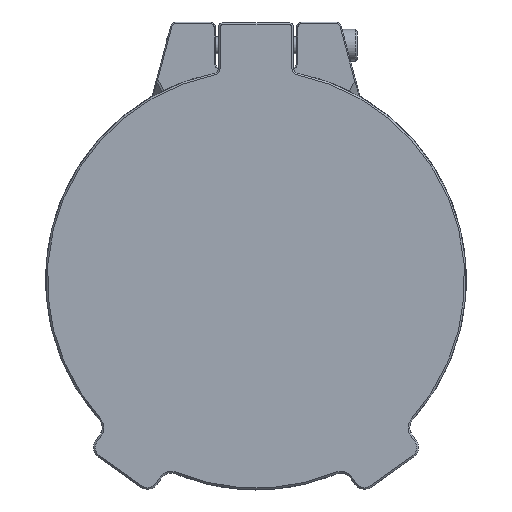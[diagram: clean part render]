
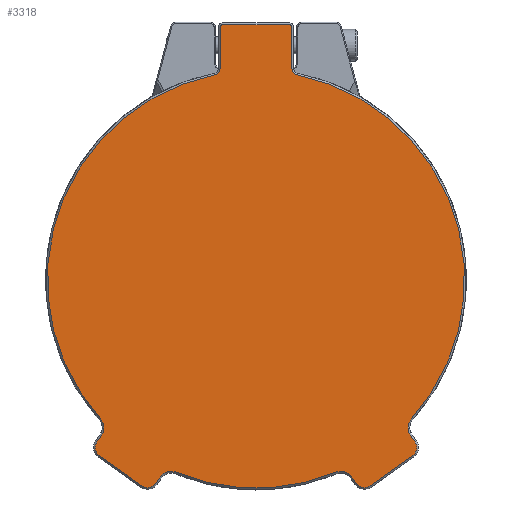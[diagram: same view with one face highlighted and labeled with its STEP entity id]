
A CAD part, top view. The second image highlights one B-rep face of the part: STEP entity #3318.
In plain terms, the highlighted planar face has unit normal (0, 0, 1).
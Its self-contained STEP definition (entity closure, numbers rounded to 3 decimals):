
#165=LINE('',#5000,#450);
#171=LINE('',#5024,#456);
#175=LINE('',#5036,#460);
#179=LINE('',#5048,#464);
#187=LINE('',#5075,#472);
#189=LINE('',#5084,#474);
#193=LINE('',#5096,#478);
#201=LINE('',#5123,#486);
#204=LINE('',#5132,#489);
#450=VECTOR('',#3942,10.);
#456=VECTOR('',#3968,10.);
#460=VECTOR('',#3980,10.);
#464=VECTOR('',#3992,10.);
#472=VECTOR('',#4020,10.);
#474=VECTOR('',#4030,10.);
#478=VECTOR('',#4042,10.);
#486=VECTOR('',#4070,10.);
#489=VECTOR('',#4081,10.);
#743=PLANE('',#3610);
#865=FACE_OUTER_BOUND('',#1076,.T.);
#1076=EDGE_LOOP('',(#2431,#2432,#2433,#2434,#2435,#2436,#2437,#2438,#2439,
#2440,#2441,#2442,#2443,#2444,#2445,#2446,#2447,#2448,#2449,#2450,#2451,
#2452,#2453,#2454));
#1270=CIRCLE('',#3547,1.7);
#1272=CIRCLE('',#3551,2.3);
#1273=CIRCLE('',#3553,36.);
#1276=CIRCLE('',#3557,1.1);
#1278=CIRCLE('',#3561,0.5);
#1280=CIRCLE('',#3565,0.5);
#1282=CIRCLE('',#3569,1.1);
#1283=CIRCLE('',#3571,36.);
#1286=CIRCLE('',#3575,2.3);
#1288=CIRCLE('',#3579,1.7);
#1290=CIRCLE('',#3583,1.7);
#1292=CIRCLE('',#3587,2.3);
#1293=CIRCLE('',#3589,36.);
#1296=CIRCLE('',#3593,2.3);
#1298=CIRCLE('',#3597,1.7);
#1483=VERTEX_POINT('',#4990);
#1486=VERTEX_POINT('',#4995);
#1487=VERTEX_POINT('',#4999);
#1489=VERTEX_POINT('',#5005);
#1491=VERTEX_POINT('',#5011);
#1493=VERTEX_POINT('',#5017);
#1495=VERTEX_POINT('',#5023);
#1497=VERTEX_POINT('',#5029);
#1499=VERTEX_POINT('',#5035);
#1501=VERTEX_POINT('',#5041);
#1503=VERTEX_POINT('',#5047);
#1505=VERTEX_POINT('',#5053);
#1507=VERTEX_POINT('',#5059);
#1509=VERTEX_POINT('',#5065);
#1511=VERTEX_POINT('',#5071);
#1513=VERTEX_POINT('',#5077);
#1515=VERTEX_POINT('',#5083);
#1517=VERTEX_POINT('',#5089);
#1519=VERTEX_POINT('',#5095);
#1521=VERTEX_POINT('',#5101);
#1523=VERTEX_POINT('',#5107);
#1525=VERTEX_POINT('',#5113);
#1527=VERTEX_POINT('',#5119);
#1529=VERTEX_POINT('',#5125);
#1788=EDGE_CURVE('',#1486,#1483,#1270,.T.);
#1789=EDGE_CURVE('',#1483,#1487,#165,.T.);
#1794=EDGE_CURVE('',#1487,#1489,#1272,.T.);
#1795=EDGE_CURVE('',#1489,#1491,#1273,.T.);
#1800=EDGE_CURVE('',#1491,#1493,#1276,.T.);
#1801=EDGE_CURVE('',#1493,#1495,#171,.T.);
#1806=EDGE_CURVE('',#1495,#1497,#1278,.T.);
#1807=EDGE_CURVE('',#1497,#1499,#175,.T.);
#1812=EDGE_CURVE('',#1499,#1501,#1280,.T.);
#1813=EDGE_CURVE('',#1501,#1503,#179,.T.);
#1818=EDGE_CURVE('',#1503,#1505,#1282,.T.);
#1819=EDGE_CURVE('',#1505,#1507,#1283,.T.);
#1824=EDGE_CURVE('',#1507,#1509,#1286,.T.);
#1827=EDGE_CURVE('',#1509,#1511,#187,.T.);
#1830=EDGE_CURVE('',#1511,#1513,#1288,.T.);
#1831=EDGE_CURVE('',#1513,#1515,#189,.T.);
#1836=EDGE_CURVE('',#1515,#1517,#1290,.T.);
#1837=EDGE_CURVE('',#1517,#1519,#193,.T.);
#1842=EDGE_CURVE('',#1519,#1521,#1292,.T.);
#1843=EDGE_CURVE('',#1521,#1523,#1293,.T.);
#1848=EDGE_CURVE('',#1523,#1525,#1296,.T.);
#1851=EDGE_CURVE('',#1525,#1527,#201,.T.);
#1854=EDGE_CURVE('',#1527,#1529,#1298,.T.);
#1856=EDGE_CURVE('',#1529,#1486,#204,.T.);
#2431=ORIENTED_EDGE('',*,*,#1788,.F.);
#2432=ORIENTED_EDGE('',*,*,#1856,.F.);
#2433=ORIENTED_EDGE('',*,*,#1854,.F.);
#2434=ORIENTED_EDGE('',*,*,#1851,.F.);
#2435=ORIENTED_EDGE('',*,*,#1848,.F.);
#2436=ORIENTED_EDGE('',*,*,#1843,.F.);
#2437=ORIENTED_EDGE('',*,*,#1842,.F.);
#2438=ORIENTED_EDGE('',*,*,#1837,.F.);
#2439=ORIENTED_EDGE('',*,*,#1836,.F.);
#2440=ORIENTED_EDGE('',*,*,#1831,.F.);
#2441=ORIENTED_EDGE('',*,*,#1830,.F.);
#2442=ORIENTED_EDGE('',*,*,#1827,.F.);
#2443=ORIENTED_EDGE('',*,*,#1824,.F.);
#2444=ORIENTED_EDGE('',*,*,#1819,.F.);
#2445=ORIENTED_EDGE('',*,*,#1818,.F.);
#2446=ORIENTED_EDGE('',*,*,#1813,.F.);
#2447=ORIENTED_EDGE('',*,*,#1812,.F.);
#2448=ORIENTED_EDGE('',*,*,#1807,.F.);
#2449=ORIENTED_EDGE('',*,*,#1806,.F.);
#2450=ORIENTED_EDGE('',*,*,#1801,.F.);
#2451=ORIENTED_EDGE('',*,*,#1800,.F.);
#2452=ORIENTED_EDGE('',*,*,#1795,.F.);
#2453=ORIENTED_EDGE('',*,*,#1794,.F.);
#2454=ORIENTED_EDGE('',*,*,#1789,.F.);
#3318=ADVANCED_FACE('',(#865),#743,.T.);
#3547=AXIS2_PLACEMENT_3D('',#4997,#3938,#3939);
#3551=AXIS2_PLACEMENT_3D('',#5009,#3950,#3951);
#3553=AXIS2_PLACEMENT_3D('',#5012,#3954,#3955);
#3557=AXIS2_PLACEMENT_3D('',#5021,#3964,#3965);
#3561=AXIS2_PLACEMENT_3D('',#5033,#3976,#3977);
#3565=AXIS2_PLACEMENT_3D('',#5045,#3988,#3989);
#3569=AXIS2_PLACEMENT_3D('',#5057,#4000,#4001);
#3571=AXIS2_PLACEMENT_3D('',#5060,#4004,#4005);
#3575=AXIS2_PLACEMENT_3D('',#5069,#4014,#4015);
#3579=AXIS2_PLACEMENT_3D('',#5081,#4026,#4027);
#3583=AXIS2_PLACEMENT_3D('',#5093,#4038,#4039);
#3587=AXIS2_PLACEMENT_3D('',#5105,#4050,#4051);
#3589=AXIS2_PLACEMENT_3D('',#5108,#4054,#4055);
#3593=AXIS2_PLACEMENT_3D('',#5117,#4064,#4065);
#3597=AXIS2_PLACEMENT_3D('',#5129,#4076,#4077);
#3610=AXIS2_PLACEMENT_3D('',#5157,#4117,#4118);
#3938=DIRECTION('center_axis',(0.,0.,-1.));
#3939=DIRECTION('ref_axis',(-0.986,-0.168,0.));
#3942=DIRECTION('',(0.578,0.816,0.));
#3950=DIRECTION('center_axis',(0.,0.,1.));
#3951=DIRECTION('ref_axis',(0.998,0.057,0.));
#3954=DIRECTION('center_axis',(0.,0.,-1.));
#3955=DIRECTION('ref_axis',(-0.493,0.87,0.));
#3964=DIRECTION('center_axis',(0.,0.,1.));
#3965=DIRECTION('ref_axis',(0.774,-0.634,0.));
#3968=DIRECTION('',(0.,1.,0.));
#3976=DIRECTION('center_axis',(0.,0.,-1.));
#3977=DIRECTION('ref_axis',(-0.707,0.707,0.));
#3980=DIRECTION('',(1.,0.,0.));
#3988=DIRECTION('center_axis',(0.,0.,-1.));
#3989=DIRECTION('ref_axis',(0.707,0.707,0.));
#3992=DIRECTION('',(0.,-1.,0.));
#4000=DIRECTION('center_axis',(0.,0.,1.));
#4001=DIRECTION('ref_axis',(-0.774,-0.634,0.));
#4004=DIRECTION('center_axis',(0.,0.,-1.));
#4005=DIRECTION('ref_axis',(0.493,-0.87,0.));
#4014=DIRECTION('center_axis',(0.,0.,1.));
#4015=DIRECTION('ref_axis',(-0.998,0.057,0.));
#4020=DIRECTION('',(0.578,-0.816,0.));
#4026=DIRECTION('center_axis',(0.,0.,-1.));
#4027=DIRECTION('ref_axis',(0.986,-0.168,0.));
#4030=DIRECTION('',(-0.816,-0.578,0.));
#4038=DIRECTION('center_axis',(0.,0.,-1.));
#4039=DIRECTION('ref_axis',(-0.168,-0.986,0.));
#4042=DIRECTION('',(-0.578,0.816,0.));
#4050=DIRECTION('center_axis',(0.,0.,1.));
#4051=DIRECTION('ref_axis',(0.277,0.961,0.));
#4054=DIRECTION('center_axis',(0.,0.,-1.));
#4055=DIRECTION('ref_axis',(0.493,-0.87,0.));
#4064=DIRECTION('center_axis',(0.,0.,1.));
#4065=DIRECTION('ref_axis',(-0.277,0.961,0.));
#4070=DIRECTION('',(-0.578,-0.816,0.));
#4076=DIRECTION('center_axis',(0.,0.,-1.));
#4077=DIRECTION('ref_axis',(0.168,-0.986,0.));
#4081=DIRECTION('',(-0.816,0.578,0.));
#4117=DIRECTION('center_axis',(0.,0.,1.));
#4118=DIRECTION('ref_axis',(-1.,0.,0.));
#4990=CARTESIAN_POINT('',(-27.438,-28.005,2.));
#4995=CARTESIAN_POINT('',(-27.034,-30.375,2.));
#4997=CARTESIAN_POINT('Origin',(-26.051,-28.988,2.));
#4999=CARTESIAN_POINT('',(-26.647,-26.889,2.));
#5000=CARTESIAN_POINT('',(-15.884,-11.696,2.));
#5005=CARTESIAN_POINT('',(-26.811,-24.024,2.));
#5009=CARTESIAN_POINT('Origin',(-28.524,-25.559,2.));
#5011=CARTESIAN_POINT('',(-7.084,35.296,2.));
#5012=CARTESIAN_POINT('Origin',(0.,0.,
2.));
#5017=CARTESIAN_POINT('',(-6.2,36.375,2.));
#5021=CARTESIAN_POINT('Origin',(-7.3,36.375,2.));
#5023=CARTESIAN_POINT('',(-6.2,43.497,2.));
#5024=CARTESIAN_POINT('',(-6.2,24.147,2.));
#5029=CARTESIAN_POINT('',(-5.7,43.997,2.));
#5033=CARTESIAN_POINT('Origin',(-5.7,43.497,2.));
#5035=CARTESIAN_POINT('',(5.7,43.997,2.));
#5036=CARTESIAN_POINT('',(3.25,43.997,2.));
#5041=CARTESIAN_POINT('',(6.2,43.497,2.));
#5045=CARTESIAN_POINT('Origin',(5.7,43.497,2.));
#5047=CARTESIAN_POINT('',(6.2,36.375,2.));
#5048=CARTESIAN_POINT('',(6.2,19.856,2.));
#5053=CARTESIAN_POINT('',(7.084,35.296,2.));
#5057=CARTESIAN_POINT('Origin',(7.3,36.375,2.));
#5059=CARTESIAN_POINT('',(26.811,-24.024,2.));
#5060=CARTESIAN_POINT('Origin',(0.,0.,
2.));
#5065=CARTESIAN_POINT('',(26.647,-26.889,2.));
#5069=CARTESIAN_POINT('Origin',(28.524,-25.559,2.));
#5071=CARTESIAN_POINT('',(27.438,-28.005,2.));
#5075=CARTESIAN_POINT('',(14.439,-9.656,2.));
#5077=CARTESIAN_POINT('',(27.034,-30.375,2.));
#5081=CARTESIAN_POINT('Origin',(26.051,-28.988,2.));
#5083=CARTESIAN_POINT('',(19.69,-35.578,2.));
#5084=CARTESIAN_POINT('',(26.957,-30.43,2.));
#5089=CARTESIAN_POINT('',(17.32,-35.174,2.));
#5093=CARTESIAN_POINT('Origin',(18.707,-34.191,2.));
#5095=CARTESIAN_POINT('',(16.529,-34.057,2.));
#5096=CARTESIAN_POINT('',(5.766,-18.864,2.));
#5101=CARTESIAN_POINT('',(13.772,-33.261,2.));
#5105=CARTESIAN_POINT('Origin',(14.652,-35.386,2.));
#5107=CARTESIAN_POINT('',(-13.772,-33.261,2.));
#5108=CARTESIAN_POINT('Origin',(0.,0.,
2.));
#5113=CARTESIAN_POINT('',(-16.529,-34.057,2.));
#5117=CARTESIAN_POINT('Origin',(-14.652,-35.386,2.));
#5119=CARTESIAN_POINT('',(-17.32,-35.174,2.));
#5123=CARTESIAN_POINT('',(-4.32,-16.824,2.));
#5125=CARTESIAN_POINT('',(-19.69,-35.578,2.));
#5129=CARTESIAN_POINT('Origin',(-18.707,-34.191,2.));
#5132=CARTESIAN_POINT('',(-21.653,-34.187,2.));
#5157=CARTESIAN_POINT('Origin',(0.,3.998,2.));
